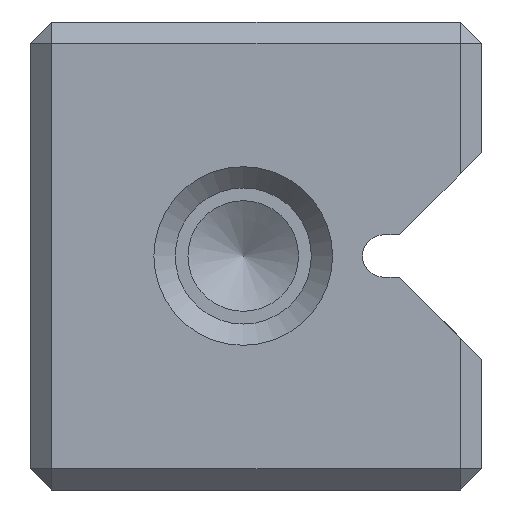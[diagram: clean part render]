
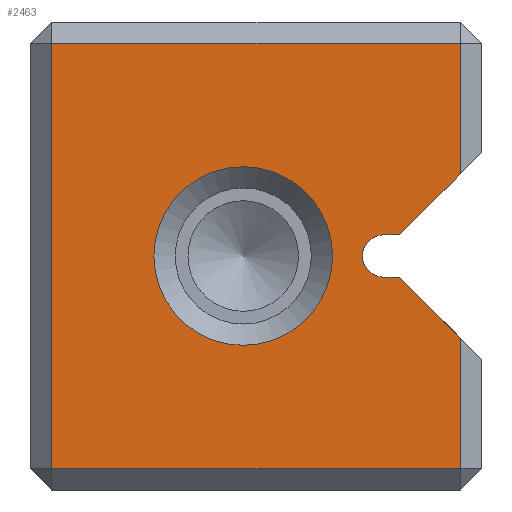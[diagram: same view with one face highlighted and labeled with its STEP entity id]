
A CAD part, left-side view. The second image highlights one B-rep face of the part: STEP entity #2463.
In plain terms, the highlighted planar face has unit normal (-1, 0, 0).
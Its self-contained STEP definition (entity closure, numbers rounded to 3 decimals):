
#2463=ADVANCED_FACE('',(#3372,#3373),#2841,.T.);
#2841=PLANE('',#8655);
#3098=CIRCLE('',#8653,2.1);
#3099=CIRCLE('',#8654,0.5);
#3372=FACE_BOUND('',#3548,.T.);
#3373=FACE_BOUND('',#3549,.T.);
#3548=EDGE_LOOP('',(#4245));
#3549=EDGE_LOOP('',(#4246,#4247,#4248,#4249,#4250,#4251,#4252,#4253,#4254,
#4255));
#4245=ORIENTED_EDGE('',*,*,#6671,.T.);
#4246=ORIENTED_EDGE('',*,*,#6672,.T.);
#4247=ORIENTED_EDGE('',*,*,#6673,.T.);
#4248=ORIENTED_EDGE('',*,*,#6674,.F.);
#4249=ORIENTED_EDGE('',*,*,#6675,.T.);
#4250=ORIENTED_EDGE('',*,*,#6676,.T.);
#4251=ORIENTED_EDGE('',*,*,#6677,.F.);
#4252=ORIENTED_EDGE('',*,*,#6678,.F.);
#4253=ORIENTED_EDGE('',*,*,#6679,.T.);
#4254=ORIENTED_EDGE('',*,*,#6680,.T.);
#4255=ORIENTED_EDGE('',*,*,#6681,.T.);
#6053=VERTEX_POINT('',#11117);
#6054=VERTEX_POINT('',#11119);
#6055=VERTEX_POINT('',#11120);
#6056=VERTEX_POINT('',#11122);
#6057=VERTEX_POINT('',#11124);
#6058=VERTEX_POINT('',#11126);
#6059=VERTEX_POINT('',#11128);
#6060=VERTEX_POINT('',#11130);
#6061=VERTEX_POINT('',#11132);
#6062=VERTEX_POINT('',#11134);
#6063=VERTEX_POINT('',#11136);
#6671=EDGE_CURVE('',#6053,#6053,#3098,.T.);
#6672=EDGE_CURVE('',#6054,#6055,#7481,.T.);
#6673=EDGE_CURVE('',#6055,#6056,#7482,.T.);
#6674=EDGE_CURVE('',#6057,#6056,#7483,.T.);
#6675=EDGE_CURVE('',#6057,#6058,#7484,.T.);
#6676=EDGE_CURVE('',#6058,#6059,#3099,.T.);
#6677=EDGE_CURVE('',#6060,#6059,#7485,.T.);
#6678=EDGE_CURVE('',#6061,#6060,#7486,.T.);
#6679=EDGE_CURVE('',#6061,#6062,#7487,.T.);
#6680=EDGE_CURVE('',#6062,#6063,#7488,.T.);
#6681=EDGE_CURVE('',#6063,#6054,#7489,.T.);
#7481=LINE('',#11118,#8139);
#7482=LINE('',#11121,#8140);
#7483=LINE('',#11123,#8141);
#7484=LINE('',#11125,#8142);
#7485=LINE('',#11129,#8143);
#7486=LINE('',#11131,#8144);
#7487=LINE('',#11133,#8145);
#7488=LINE('',#11135,#8146);
#7489=LINE('',#11137,#8147);
#8139=VECTOR('',#9200,1.);
#8140=VECTOR('',#9201,1.);
#8141=VECTOR('',#9202,1.);
#8142=VECTOR('',#9203,1.);
#8143=VECTOR('',#9206,1.);
#8144=VECTOR('',#9207,1.);
#8145=VECTOR('',#9208,1.);
#8146=VECTOR('',#9209,1.);
#8147=VECTOR('',#9210,1.);
#8653=AXIS2_PLACEMENT_3D('',#11116,#9198,#9199);
#8654=AXIS2_PLACEMENT_3D('',#11127,#9204,#9205);
#8655=AXIS2_PLACEMENT_3D('',#11138,#9211,#9212);
#9198=DIRECTION('',(1.,0.,0.));
#9199=DIRECTION('',(0.,0.,1.));
#9200=DIRECTION('',(0.,-1.,0.));
#9201=DIRECTION('',(0.,0.,1.));
#9202=DIRECTION('',(0.,-0.707,-0.707));
#9203=DIRECTION('',(0.,1.,0.));
#9204=DIRECTION('',(1.,0.,0.));
#9205=DIRECTION('',(0.,0.,1.));
#9206=DIRECTION('',(0.,1.,0.));
#9207=DIRECTION('',(0.,0.707,-0.707));
#9208=DIRECTION('',(0.,0.,1.));
#9209=DIRECTION('',(0.,1.,0.));
#9210=DIRECTION('',(0.,0.,-1.));
#9211=DIRECTION('',(-1.,0.,0.));
#9212=DIRECTION('',(0.,0.,-1.));
#11116=CARTESIAN_POINT('',(0.,5.6,5.5));
#11117=CARTESIAN_POINT('',(0.,5.6,7.6));
#11118=CARTESIAN_POINT('',(0.,5.3,0.5));
#11119=CARTESIAN_POINT('',(0.,10.1,0.5));
#11120=CARTESIAN_POINT('',(0.,0.5,0.5));
#11121=CARTESIAN_POINT('',(0.,0.5,0.));
#11122=CARTESIAN_POINT('',(0.,0.5,3.572));
#11123=CARTESIAN_POINT('',(0.,1.114,4.186));
#11124=CARTESIAN_POINT('',(0.,1.928,5.));
#11125=CARTESIAN_POINT('',(0.,2.8,5.));
#11126=CARTESIAN_POINT('',(0.,2.3,5.));
#11127=CARTESIAN_POINT('',(0.,2.3,5.5));
#11128=CARTESIAN_POINT('',(0.,2.3,6.));
#11129=CARTESIAN_POINT('',(0.,2.8,6.));
#11130=CARTESIAN_POINT('',(0.,1.928,6.));
#11131=CARTESIAN_POINT('',(0.,6.614,1.314));
#11132=CARTESIAN_POINT('',(0.,0.5,7.428));
#11133=CARTESIAN_POINT('',(0.,0.5,0.));
#11134=CARTESIAN_POINT('',(0.,0.5,10.5));
#11135=CARTESIAN_POINT('',(0.,5.3,10.5));
#11136=CARTESIAN_POINT('',(0.,10.1,10.5));
#11137=CARTESIAN_POINT('',(0.,10.1,0.));
#11138=CARTESIAN_POINT('',(0.,5.3,0.));
